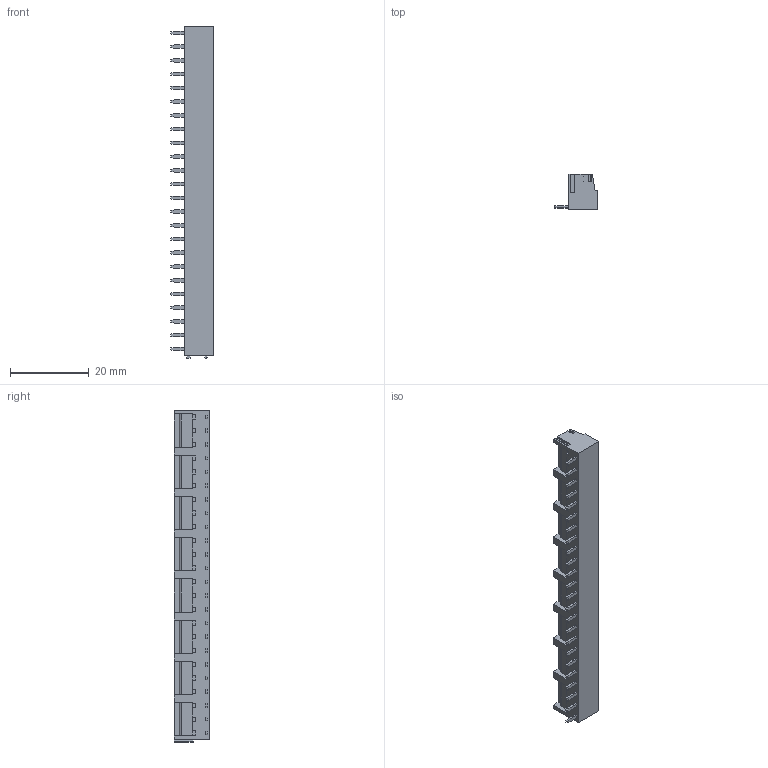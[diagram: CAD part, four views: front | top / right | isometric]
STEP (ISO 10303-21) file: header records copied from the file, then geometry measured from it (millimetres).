
FILE_DESCRIPTION((''),'2;1');
FILE_NAME('PRT0001','2025-02-21T',('sj'),(''),'PRO/ENGINEER BY PARAMETRIC TECHNOLOGY CORPORATION, 2013240','PRO/ENGINEER BY PARAMETRIC TECHNOLOGY CORPORATION, 2013240','');
FILE_SCHEMA(('AUTOMOTIVE_DESIGN_CC2 { 1 2 10303 214 -1 1 5 2 }'));
Length unit declared in the file: millimetre
Products named in the file (1): PRT0001
Bounding box: 10.9 x 9 x 84.55 mm (x, y, z)
Volume: 4494.4 mm3; surface area: 4107.3 mm2
Topology: 1 solids, 1 shells, 1016 faces, 2490 edges, 1548 vertices
Faces by surface type: plane 664, cylinder 208, cone 144
Entity records: 29386 total; most frequent: DIRECTION 5082, CARTESIAN_POINT 5054, ORIENTED_EDGE 4980, EDGE_CURVE 2490, VECTOR 1930, LINE 1930, AXIS2_PLACEMENT_3D 1576, VERTEX_POINT 1548
